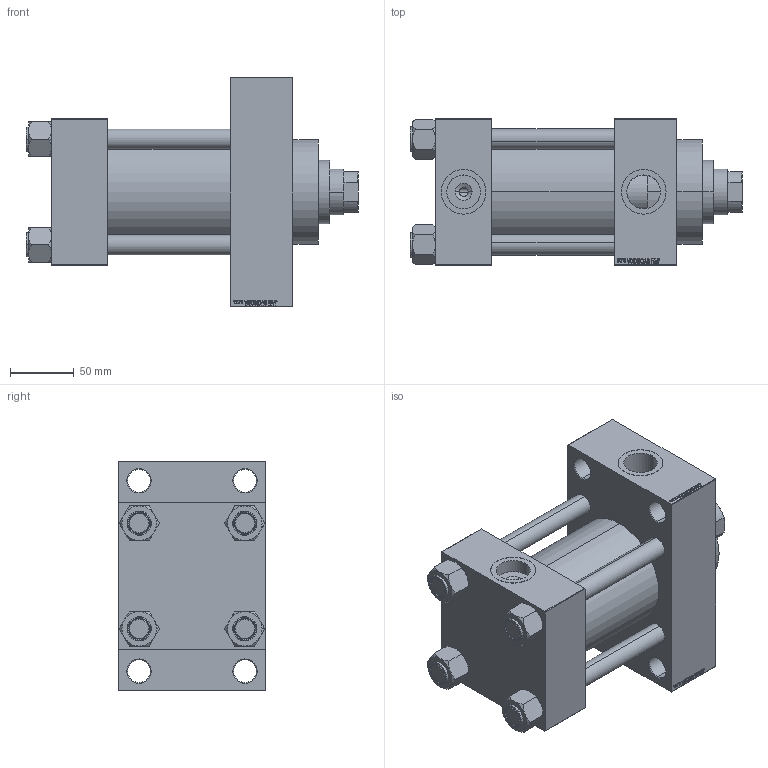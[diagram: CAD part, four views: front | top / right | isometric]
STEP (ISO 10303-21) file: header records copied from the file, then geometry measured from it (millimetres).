
FILE_DESCRIPTION (( 'STEP AP203' ), '1' );
FILE_NAME ('1093.STEP', '2024-03-18T12:23:21', ( '' ), ( '' ), 'SwSTEP 2.0', 'SolidWorks 2019', '' );
FILE_SCHEMA (( 'CONFIG_CONTROL_DESIGN' ));
Length unit declared in the file: millimetre
Products named in the file (6): NUT_M5_D 9c0ad7c9d779f4da9c4735b4dee45b19; V215CR_D_TYCINKA 9c0ad7c9d779f4da9c4735b4dee45b19; V215_VC_A 9c0ad7c9d779f4da9c4735b4dee45b19; V215CR_VCP_D 9c0ad7c9d779f4da9c4735b4dee45b19; 1093; V215CR_D_Body 9c0ad7c9d779f4da9c4735b4dee45b19
Assembly tree (11 placements, depth 2):
  1093
    V215CR_D_Body 9c0ad7c9d779f4da9c4735b4dee45b19
    V215CR_VCP_D 9c0ad7c9d779f4da9c4735b4dee45b19
    NUT_M5_D 9c0ad7c9d779f4da9c4735b4dee45b19  x4
    V215CR_D_TYCINKA 9c0ad7c9d779f4da9c4735b4dee45b19  x4
    V215_VC_A 9c0ad7c9d779f4da9c4735b4dee45b19
Bounding box: 260 x 115 x 180 mm (x, y, z)
Volume: 2057510.4 mm3; surface area: 321664.1 mm2
Topology: 11 solids, 11 shells, 1151 faces, 2903 edges, 1885 vertices
Faces by surface type: plane 545, bspline 368, cone 142, cylinder 88, torus 8
Entity records: 47683 total; most frequent: CARTESIAN_POINT 25192, ORIENTED_EDGE 5070, DIRECTION 3267, EDGE_CURVE 2535, VERTEX_POINT 1663, VECTOR 1527, LINE 1527, EDGE_LOOP 1126
